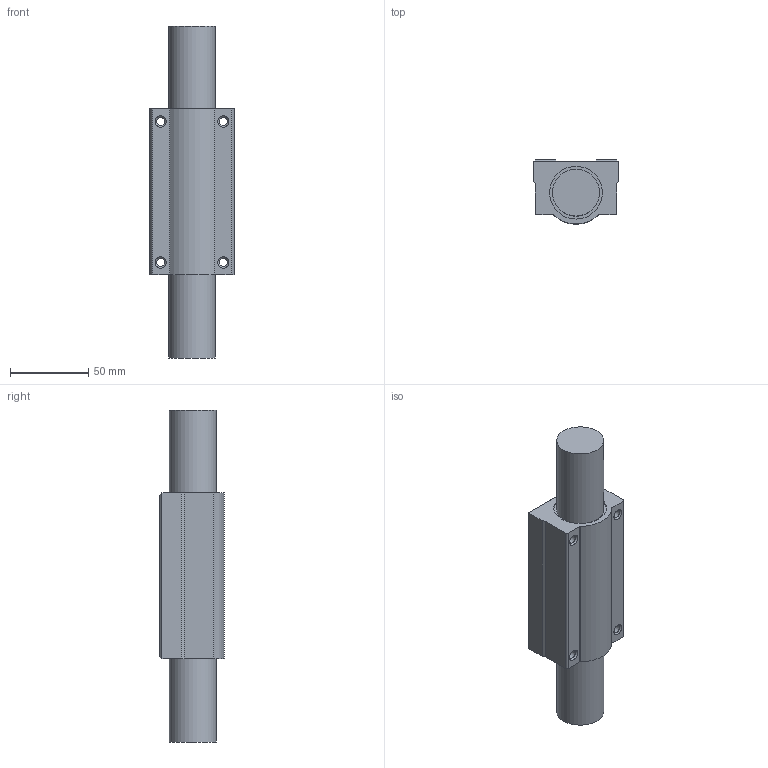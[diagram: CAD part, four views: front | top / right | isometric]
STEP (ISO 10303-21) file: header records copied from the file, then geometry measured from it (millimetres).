
FILE_DESCRIPTION((''),'2;1');
FILE_NAME('SCE20WUU.stp','2013-02-07T13:02:29',('user2'),(''),'Autodesk Inventor 2012','Autodesk Inventor 2012','');
FILE_SCHEMA(('AUTOMOTIVE_DESIGN { 1 0 10303 214 1 1 1 1 }'));
Length unit declared in the file: millimetre
Products named in the file (1): SCE20WUU
Bounding box: 54 x 40.92 x 212 mm (x, y, z)
Volume: 276828.1 mm3; surface area: 35504.1 mm2
Topology: 1 solids, 1 shells, 401 faces, 1125 edges, 747 vertices
Faces by surface type: bspline 272, plane 98, cylinder 19, cone 12
Full cylindrical faces by diameter (mm): 3.8 x1, 5.2 x4, 5.459 x4, 30 x2, 33.7 x2
Entity records: 13728 total; most frequent: CARTESIAN_POINT 4988, ORIENTED_EDGE 2186, EDGE_CURVE 1093, DIRECTION 851, VERTEX_POINT 740, VECTOR 505, LINE 505, EDGE_LOOP 455
